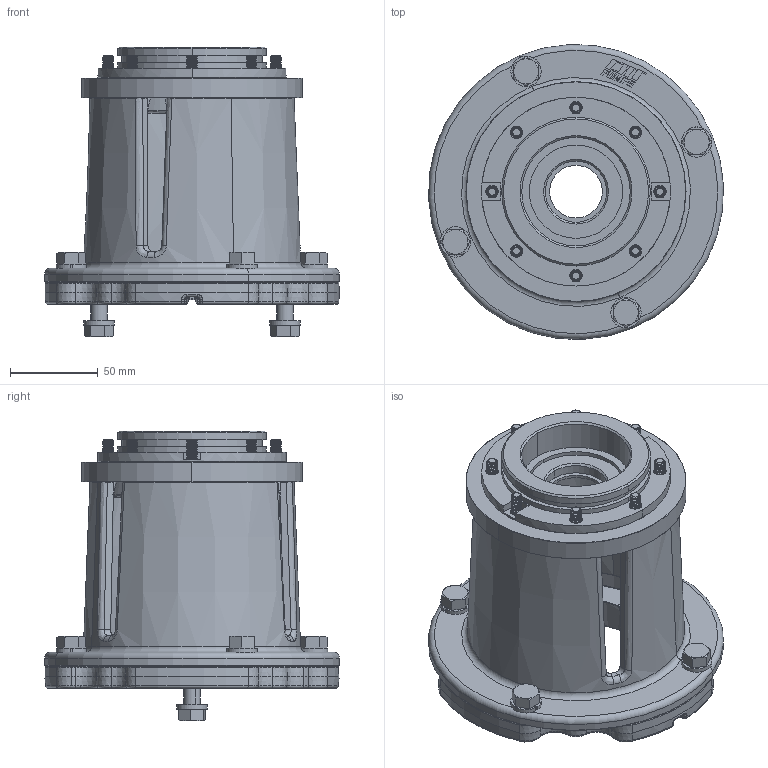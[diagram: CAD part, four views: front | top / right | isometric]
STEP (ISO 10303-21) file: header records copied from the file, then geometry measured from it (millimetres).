
FILE_DESCRIPTION (( 'STEP AP203' ), '1' );
FILE_NAME ('76SAEA2.7FR.STEP', '2016-03-28T18:11:50', ( 'IT' ), ( 'Microsoft' ), 'SwSTEP 2.0', 'SolidWorks 2016', '' );
FILE_SCHEMA (( 'CONFIG_CONTROL_DESIGN' ));
Length unit declared in the file: inch
Products named in the file (1): 76SAEA2.7FR
Bounding box: 168.5 x 168.5 x 165.71 mm (x, y, z)
Surface area: 195556.6 mm2 (no closed solid volume)
Topology: 0 solids, 70 shells, 1490 faces, 4212 edges, 2783 vertices
Faces by surface type: cylinder 586, cone 289, plane 261, torus 258, bspline 85, sphere 11
Entity records: 69691 total; most frequent: CARTESIAN_POINT 33876, ORIENTED_EDGE 7710, DIRECTION 7206, EDGE_CURVE 4212, AXIS2_PLACEMENT_3D 2923, VERTEX_POINT 2783, EDGE_LOOP 1616, CIRCLE 1517
